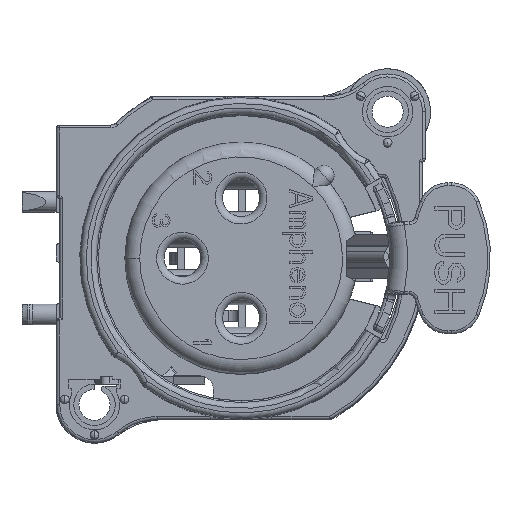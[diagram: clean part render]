
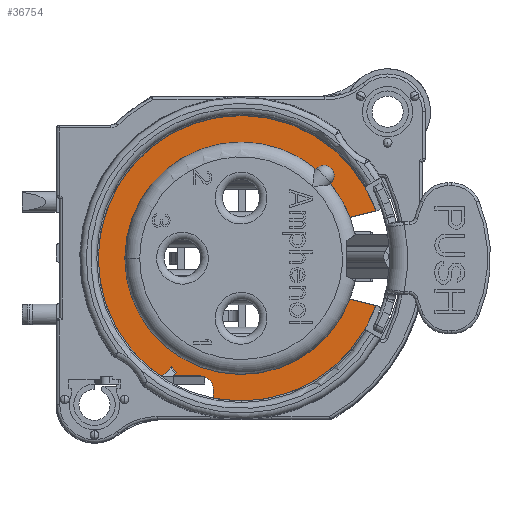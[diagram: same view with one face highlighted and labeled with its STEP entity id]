
A CAD part, front view. The second image highlights one B-rep face of the part: STEP entity #36754.
In plain terms, the highlighted planar face has unit normal (0, -1, 0).
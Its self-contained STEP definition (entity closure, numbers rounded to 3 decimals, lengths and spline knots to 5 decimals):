
#431=CIRCLE('',#37883,0.01969);
#606=CIRCLE('',#38268,0.37992);
#610=CIRCLE('',#38272,0.37992);
#773=CIRCLE('',#38917,0.30906);
#776=CIRCLE('',#38921,0.30906);
#913=CIRCLE('',#39274,0.0315);
#914=CIRCLE('',#39276,0.02756);
#2864=FACE_OUTER_BOUND('',#4791,.T.);
#4791=EDGE_LOOP('',(#27872,#27873,#27874,#27875,#27876,#27877,#27878,#27879,
#27880,#27881,#27882,#27883,#27884,#27885,#27886,#27887,#27888,#27889));
#5784=B_SPLINE_CURVE_WITH_KNOTS('',3,(#57384,#57385,#57386,#57387,#57388,
#57389,#57390,#57391,#57392,#57393,#57394,#57395,#57396),.UNSPECIFIED.,
 .F.,.F.,(4,3,3,3,4),(0.,0.32595,0.64603,0.96424,
1.),.UNSPECIFIED.);
#6050=LINE('',#50682,#9816);
#6054=LINE('',#50692,#9820);
#6056=LINE('',#50698,#9822);
#6242=LINE('',#51258,#10008);
#6250=LINE('',#51283,#10016);
#8021=LINE('',#56219,#11787);
#8367=LINE('',#57314,#12133);
#8378=LINE('',#57402,#12144);
#8379=LINE('',#57405,#12145);
#8380=LINE('',#57406,#12146);
#9816=VECTOR('',#40851,0.3937);
#9820=VECTOR('',#40859,0.3937);
#9822=VECTOR('',#40865,0.3937);
#10008=VECTOR('',#41341,0.10758);
#10016=VECTOR('',#41349,0.10758);
#11787=VECTOR('',#45194,0.07127);
#12133=VECTOR('',#46154,0.02302);
#12144=VECTOR('',#46191,0.0032);
#12145=VECTOR('',#46194,0.0032);
#12146=VECTOR('',#46195,0.07127);
#13639=VERTEX_POINT('',#50678);
#13641=VERTEX_POINT('',#50681);
#13645=VERTEX_POINT('',#50691);
#13647=VERTEX_POINT('',#50697);
#13789=VERTEX_POINT('',#51147);
#13822=VERTEX_POINT('',#51257);
#13829=VERTEX_POINT('',#51281);
#14246=VERTEX_POINT('',#52963);
#14253=VERTEX_POINT('',#52977);
#14254=VERTEX_POINT('',#52979);
#15292=VERTEX_POINT('',#56069);
#15293=VERTEX_POINT('',#56071);
#15298=VERTEX_POINT('',#56083);
#15299=VERTEX_POINT('',#56085);
#15619=VERTEX_POINT('',#57313);
#15621=VERTEX_POINT('',#57383);
#15622=VERTEX_POINT('',#57401);
#15623=VERTEX_POINT('',#57403);
#17021=EDGE_CURVE('',#13641,#13639,#6050,.T.);
#17026=EDGE_CURVE('',#13645,#13641,#6054,.T.);
#17029=EDGE_CURVE('',#13647,#13645,#6056,.T.);
#17233=EDGE_CURVE('',#13789,#13647,#431,.T.);
#17287=EDGE_CURVE('',#13789,#13822,#6242,.T.);
#17296=EDGE_CURVE('',#13829,#13639,#6250,.T.);
#17884=EDGE_CURVE('',#14246,#13822,#606,.T.);
#17892=EDGE_CURVE('',#14254,#14253,#610,.T.);
#19391=EDGE_CURVE('',#15293,#15292,#773,.T.);
#19398=EDGE_CURVE('',#15299,#15298,#776,.T.);
#19467=EDGE_CURVE('',#14253,#15293,#8021,.T.);
#19953=EDGE_CURVE('',#14254,#15619,#8367,.T.);
#19966=EDGE_CURVE('',#15621,#15619,#5784,.T.);
#19968=EDGE_CURVE('',#13829,#15621,#913,.T.);
#19969=EDGE_CURVE('',#15622,#15292,#8378,.T.);
#19970=EDGE_CURVE('',#15623,#15622,#914,.T.);
#19971=EDGE_CURVE('',#15299,#15623,#8379,.T.);
#19972=EDGE_CURVE('',#15298,#14246,#8380,.T.);
#27872=ORIENTED_EDGE('',*,*,#17021,.T.);
#27873=ORIENTED_EDGE('',*,*,#17296,.F.);
#27874=ORIENTED_EDGE('',*,*,#19968,.T.);
#27875=ORIENTED_EDGE('',*,*,#19966,.T.);
#27876=ORIENTED_EDGE('',*,*,#19953,.F.);
#27877=ORIENTED_EDGE('',*,*,#17892,.T.);
#27878=ORIENTED_EDGE('',*,*,#19467,.T.);
#27879=ORIENTED_EDGE('',*,*,#19391,.T.);
#27880=ORIENTED_EDGE('',*,*,#19969,.F.);
#27881=ORIENTED_EDGE('',*,*,#19970,.F.);
#27882=ORIENTED_EDGE('',*,*,#19971,.F.);
#27883=ORIENTED_EDGE('',*,*,#19398,.T.);
#27884=ORIENTED_EDGE('',*,*,#19972,.T.);
#27885=ORIENTED_EDGE('',*,*,#17884,.T.);
#27886=ORIENTED_EDGE('',*,*,#17287,.F.);
#27887=ORIENTED_EDGE('',*,*,#17233,.T.);
#27888=ORIENTED_EDGE('',*,*,#17029,.T.);
#27889=ORIENTED_EDGE('',*,*,#17026,.T.);
#33361=PLANE('',#39275);
#36754=ADVANCED_FACE('',(#2864),#33361,.T.);
#37883=AXIS2_PLACEMENT_3D('',#51149,#41229,#41230);
#38268=AXIS2_PLACEMENT_3D('',#52964,#42458,#42459);
#38272=AXIS2_PLACEMENT_3D('',#52980,#42470,#42471);
#38917=AXIS2_PLACEMENT_3D('',#56072,#45062,#45063);
#38921=AXIS2_PLACEMENT_3D('',#56086,#45074,#45075);
#39274=AXIS2_PLACEMENT_3D('',#57399,#46187,#46188);
#39275=AXIS2_PLACEMENT_3D('',#57400,#46189,#46190);
#39276=AXIS2_PLACEMENT_3D('',#57404,#46192,#46193);
#40851=DIRECTION('',(-0.707,0.,-0.707));
#40859=DIRECTION('',(0.707,0.,-0.707));
#40865=DIRECTION('',(0.707,0.,0.707));
#41229=DIRECTION('center_axis',(0.,-1.,0.));
#41230=DIRECTION('ref_axis',(0.,0.,
1.));
#41341=DIRECTION('',(-1.,0.,0.));
#41349=DIRECTION('',(-1.,0.,0.));
#42458=DIRECTION('center_axis',(0.,-1.,0.));
#42459=DIRECTION('ref_axis',(0.944,0.,0.331));
#42470=DIRECTION('center_axis',(0.,-1.,0.));
#42471=DIRECTION('ref_axis',(-0.195,0.,-0.981));
#45062=DIRECTION('center_axis',(0.,1.,0.));
#45063=DIRECTION('ref_axis',(0.936,0.,-0.352));
#45074=DIRECTION('center_axis',(0.,1.,0.));
#45075=DIRECTION('ref_axis',(0.767,0.,0.641));
#45194=DIRECTION('',(-0.971,0.,0.239));
#46154=DIRECTION('',(0.,0.,1.));
#46187=DIRECTION('center_axis',(0.,1.,0.));
#46188=DIRECTION('ref_axis',(0.,0.,1.));
#46189=DIRECTION('center_axis',(0.,-1.,0.));
#46190=DIRECTION('ref_axis',(-1.,0.,0.));
#46191=DIRECTION('',(-0.707,0.,-0.707));
#46192=DIRECTION('center_axis',(0.,-1.,0.));
#46193=DIRECTION('ref_axis',(0.707,0.,-0.707));
#46194=DIRECTION('',(0.707,0.,0.707));
#46195=DIRECTION('',(0.971,0.,0.239));
#50678=CARTESIAN_POINT('',(0.40174,0.52362,-0.8052));
#50681=CARTESIAN_POINT('',(0.40784,0.52362,-0.7991));
#50682=CARTESIAN_POINT('',(0.47551,0.52362,-0.73142));
#50691=CARTESIAN_POINT('',(0.39392,0.52362,-0.78518));
#50692=CARTESIAN_POINT('',(0.40088,0.52362,-0.79214));
#50697=CARTESIAN_POINT('',(0.3777,0.52362,-0.8014));
#50698=CARTESIAN_POINT('',(0.46159,0.52362,-0.71751));
#51147=CARTESIAN_POINT('',(0.37236,0.52362,-0.8052));
#51149=CARTESIAN_POINT('Origin',(0.36378,0.52362,-0.78748));
#51257=CARTESIAN_POINT('',(0.36733,0.52362,-0.8052));
#51258=CARTESIAN_POINT('',(0.4749,0.52362,-0.8052));
#51281=CARTESIAN_POINT('',(0.4749,0.52362,-0.8052));
#51283=CARTESIAN_POINT('',(0.4749,0.52362,-0.8052));
#52963=CARTESIAN_POINT('',(0.94118,0.52362,-0.36644));
#52964=CARTESIAN_POINT('Origin',(0.58268,0.52362,-0.4922));
#52977=CARTESIAN_POINT('',(0.94118,0.52362,-0.61797));
#52979=CARTESIAN_POINT('',(0.50867,0.52362,-0.86485));
#52980=CARTESIAN_POINT('Origin',(0.58268,0.52362,-0.4922));
#56069=CARTESIAN_POINT('',(0.78085,0.52362,-0.25505));
#56071=CARTESIAN_POINT('',(0.87198,0.52362,-0.60092));
#56072=CARTESIAN_POINT('Origin',(0.58268,0.52362,-0.4922));
#56083=CARTESIAN_POINT('',(0.87198,0.52362,-0.38349));
#56085=CARTESIAN_POINT('',(0.81983,0.52362,-0.29403));
#56086=CARTESIAN_POINT('Origin',(0.58268,0.52362,-0.4922));
#56219=CARTESIAN_POINT('',(0.94118,0.52362,-0.61797));
#57313=CARTESIAN_POINT('',(0.50867,0.52362,-0.84183));
#57314=CARTESIAN_POINT('',(0.50867,0.52362,-0.86485));
#57383=CARTESIAN_POINT('',(0.49664,0.52362,-0.81389));
#57384=CARTESIAN_POINT('Ctrl Pts',(0.49664,0.52362,
-0.81389));
#57385=CARTESIAN_POINT('Ctrl Pts',(0.49909,0.52362,
-0.81624));
#57386=CARTESIAN_POINT('Ctrl Pts',(0.50125,0.52362,
-0.8189));
#57387=CARTESIAN_POINT('Ctrl Pts',(0.50302,0.52362,
-0.8218));
#57388=CARTESIAN_POINT('Ctrl Pts',(0.50476,0.52362,
-0.82464));
#57389=CARTESIAN_POINT('Ctrl Pts',(0.50613,0.52362,
-0.82772));
#57390=CARTESIAN_POINT('Ctrl Pts',(0.50708,0.52362,
-0.83091));
#57391=CARTESIAN_POINT('Ctrl Pts',(0.50803,0.52362,
-0.83409));
#57392=CARTESIAN_POINT('Ctrl Pts',(0.50856,0.52362,
-0.8374));
#57393=CARTESIAN_POINT('Ctrl Pts',(0.50865,0.52362,
-0.84071));
#57394=CARTESIAN_POINT('Ctrl Pts',(0.50866,0.52362,
-0.84108));
#57395=CARTESIAN_POINT('Ctrl Pts',(0.50867,0.52362,
-0.84145));
#57396=CARTESIAN_POINT('Ctrl Pts',(0.50867,0.52362,
-0.84183));
#57399=CARTESIAN_POINT('Origin',(0.4749,0.52362,-0.83669));
#57400=CARTESIAN_POINT('Origin',(0.58268,0.52362,-0.4922));
#57401=CARTESIAN_POINT('',(0.78312,0.52362,-0.25279));
#57402=CARTESIAN_POINT('',(0.78312,0.52362,-0.25279));
#57403=CARTESIAN_POINT('',(0.82209,0.52362,-0.29176));
#57404=CARTESIAN_POINT('Origin',(0.8026,0.52362,-0.27228));
#57405=CARTESIAN_POINT('',(0.81983,0.52362,-0.29403));
#57406=CARTESIAN_POINT('',(0.87198,0.52362,-0.38349));
